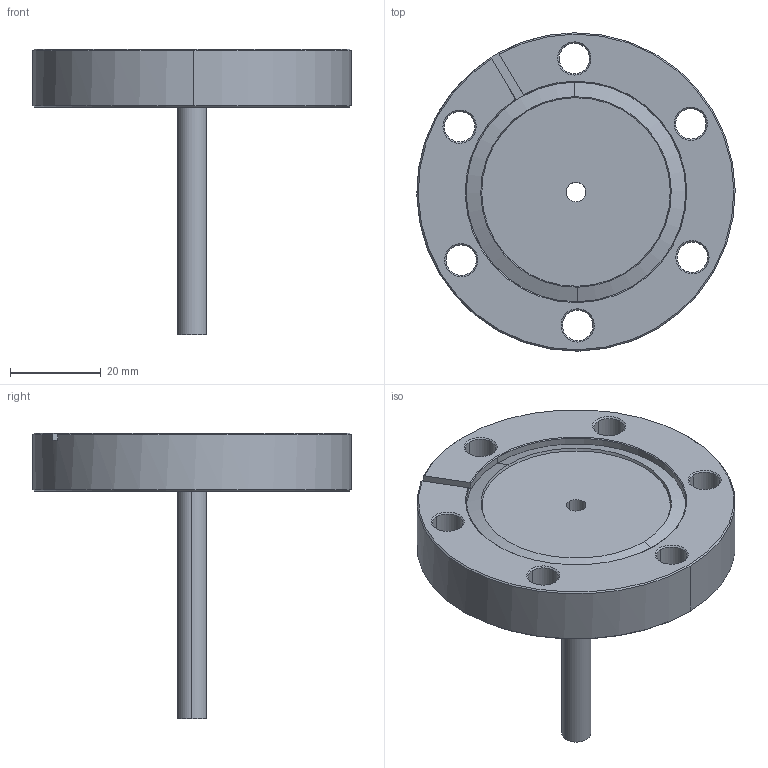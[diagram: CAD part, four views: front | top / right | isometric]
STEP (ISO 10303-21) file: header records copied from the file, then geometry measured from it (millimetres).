
FILE_DESCRIPTION (( 'STEP AP214' ), '1' );
FILE_NAME ('Hositrad_FO35-6R-HalfNipple.STEP', '2017-05-08T09:34:04', ( 'Gebruiker' ), ( '' ), 'SwSTEP 2.0', 'SolidWorks 2017', '' );
FILE_SCHEMA (( 'AUTOMOTIVE_DESIGN' ));
Length unit declared in the file: millimetre
Products named in the file (5): CF35-BR-outerring; CF35-BR-innerring_CF35-6-W; CF35-38-R; Hositrad_FO35-6R-HalfNipple; FO-tubes-all_FO35-6
Assembly tree (4 placements, depth 3):
  Hositrad_FO35-6R-HalfNipple
    FO-tubes-all_FO35-6
    CF35-38-R
      CF35-BR-innerring_CF35-6-W
      CF35-BR-outerring
Bounding box: 69.99 x 69.99 x 62.7 mm (x, y, z)
Volume: 36773.8 mm3; surface area: 16927.7 mm2
Topology: 3 solids, 3 shells, 75 faces, 170 edges, 102 vertices
Faces by surface type: cone 36, cylinder 28, plane 11
Entity records: 2328 total; most frequent: DIRECTION 428, CARTESIAN_POINT 367, ORIENTED_EDGE 340, AXIS2_PLACEMENT_3D 179, EDGE_CURVE 170, VERTEX_POINT 102, CIRCLE 96, EDGE_LOOP 94
